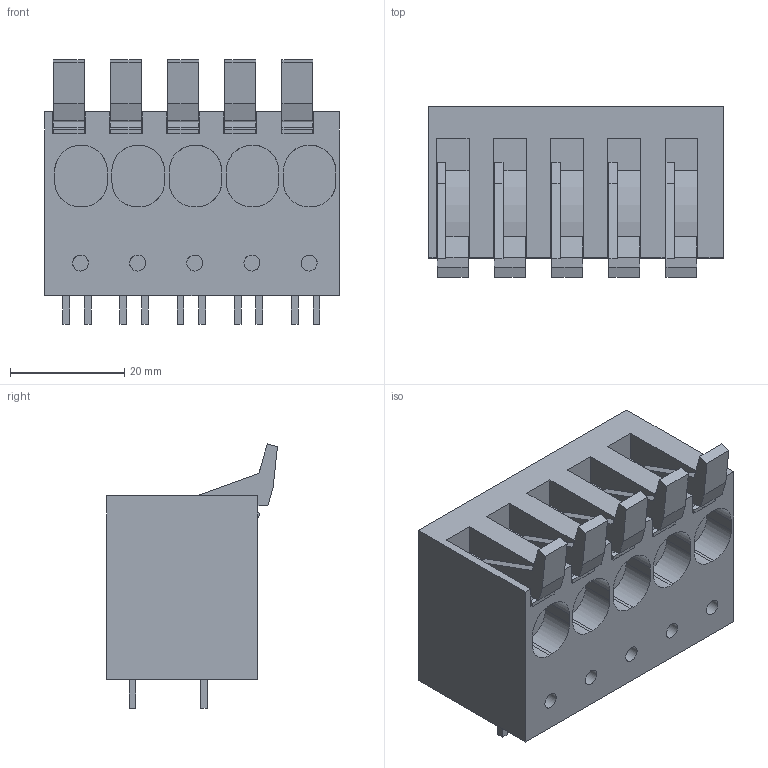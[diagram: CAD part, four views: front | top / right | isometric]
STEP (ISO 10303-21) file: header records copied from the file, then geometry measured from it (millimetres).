
FILE_DESCRIPTION(('CATIA V5 STEP Exchange','CAx-IF Rec.Pracs.--- Model Styling and Organization---1.2---2011-12-15'),'2;1');
FILE_NAME ('D1462403_0', '2018-04-17T10:25:33+00:00', ('none'), ('Weidmueller'), 'CATIA Version 5-6 Release 2014', 'CATIA V5 STEP AP214', 'none');
FILE_SCHEMA(('AUTOMOTIVE_DESIGN { 1 0 10303 214 1 1 1 1 }'));
Length unit declared in the file: millimetre
Products named in the file (1): 2453720000
Bounding box: 51.58 x 29.9 x 46.24 mm (x, y, z)
Volume: 37722.6 mm3; surface area: 13695.4 mm2
Topology: 11 solids, 11 shells, 313 faces, 872 edges, 596 vertices
Faces by surface type: plane 236, cylinder 77
Entity records: 10528 total; most frequent: CARTESIAN_POINT 2583, ORIENTED_EDGE 1744, DIRECTION 1278, EDGE_CURVE 872, VECTOR 709, LINE 709, VERTEX_POINT 596, AXIS2_PLACEMENT_3D 336
